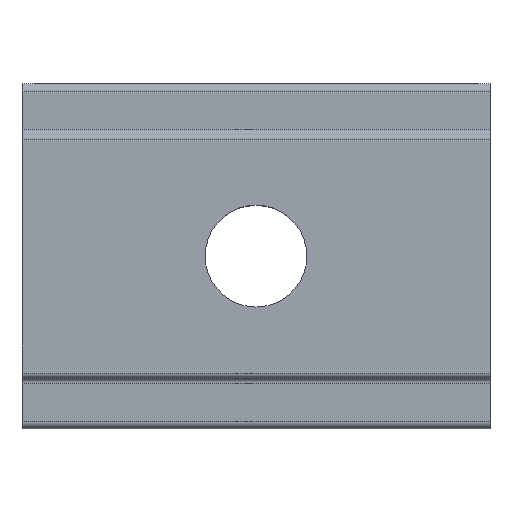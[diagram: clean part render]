
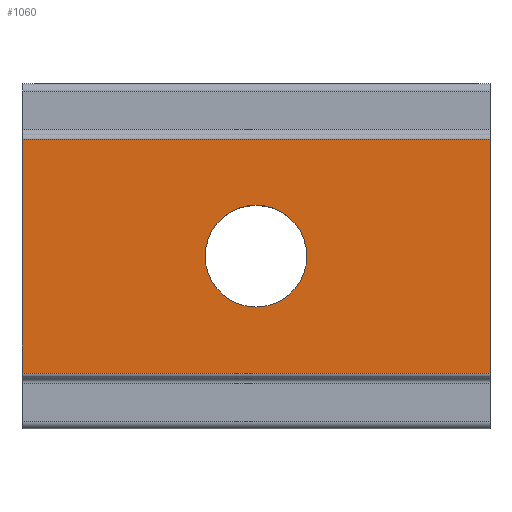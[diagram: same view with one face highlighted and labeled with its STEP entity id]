
A CAD part, top view. The second image highlights one B-rep face of the part: STEP entity #1060.
In plain terms, the highlighted planar face has unit normal (0, 0, 1).
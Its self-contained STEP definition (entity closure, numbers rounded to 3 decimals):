
#52=CIRCLE('',#1116,2.067);
#130=ORIENTED_EDGE('',*,*,#356,.F.);
#131=ORIENTED_EDGE('',*,*,#357,.T.);
#132=ORIENTED_EDGE('',*,*,#358,.F.);
#133=ORIENTED_EDGE('',*,*,#359,.F.);
#134=ORIENTED_EDGE('',*,*,#360,.T.);
#356=EDGE_CURVE('',#466,#466,#52,.T.);
#357=EDGE_CURVE('',#467,#468,#537,.T.);
#358=EDGE_CURVE('',#469,#468,#538,.T.);
#359=EDGE_CURVE('',#470,#469,#539,.T.);
#360=EDGE_CURVE('',#470,#467,#540,.T.);
#466=VERTEX_POINT('',#1504);
#467=VERTEX_POINT('',#1506);
#468=VERTEX_POINT('',#1507);
#469=VERTEX_POINT('',#1509);
#470=VERTEX_POINT('',#1511);
#537=LINE('',#1505,#609);
#538=LINE('',#1508,#610);
#539=LINE('',#1510,#611);
#540=LINE('',#1512,#612);
#609=VECTOR('',#1244,1000.);
#610=VECTOR('',#1245,1000.);
#611=VECTOR('',#1246,1000.);
#612=VECTOR('',#1247,1000.);
#660=EDGE_LOOP('',(#130));
#661=EDGE_LOOP('',(#131,#132,#133,#134));
#704=FACE_BOUND('',#660,.T.);
#705=FACE_BOUND('',#661,.T.);
#746=PLANE('',#1115);
#1060=ADVANCED_FACE('',(#704,#705),#746,.F.);
#1115=AXIS2_PLACEMENT_3D('',#1502,#1240,#1241);
#1116=AXIS2_PLACEMENT_3D('',#1503,#1242,#1243);
#1240=DIRECTION('',(0.,0.,-1.));
#1241=DIRECTION('',(-1.,0.,0.));
#1242=DIRECTION('',(0.,0.,1.));
#1243=DIRECTION('',(1.,0.,0.));
#1244=DIRECTION('',(0.,-1.,0.));
#1245=DIRECTION('',(-1.,0.,0.));
#1246=DIRECTION('',(0.,-1.,0.));
#1247=DIRECTION('',(-1.,0.,0.));
#1502=CARTESIAN_POINT('',(9.5,4.75,0.));
#1503=CARTESIAN_POINT('',(0.,0.,0.));
#1504=CARTESIAN_POINT('',(2.067,0.,0.));
#1505=CARTESIAN_POINT('',(-9.5,4.75,0.));
#1506=CARTESIAN_POINT('',(-9.5,4.75,0.));
#1507=CARTESIAN_POINT('',(-9.5,-4.75,0.));
#1508=CARTESIAN_POINT('',(9.5,-4.75,0.));
#1509=CARTESIAN_POINT('',(9.5,-4.75,0.));
#1510=CARTESIAN_POINT('',(9.5,4.75,0.));
#1511=CARTESIAN_POINT('',(9.5,4.75,0.));
#1512=CARTESIAN_POINT('',(9.5,4.75,0.));
